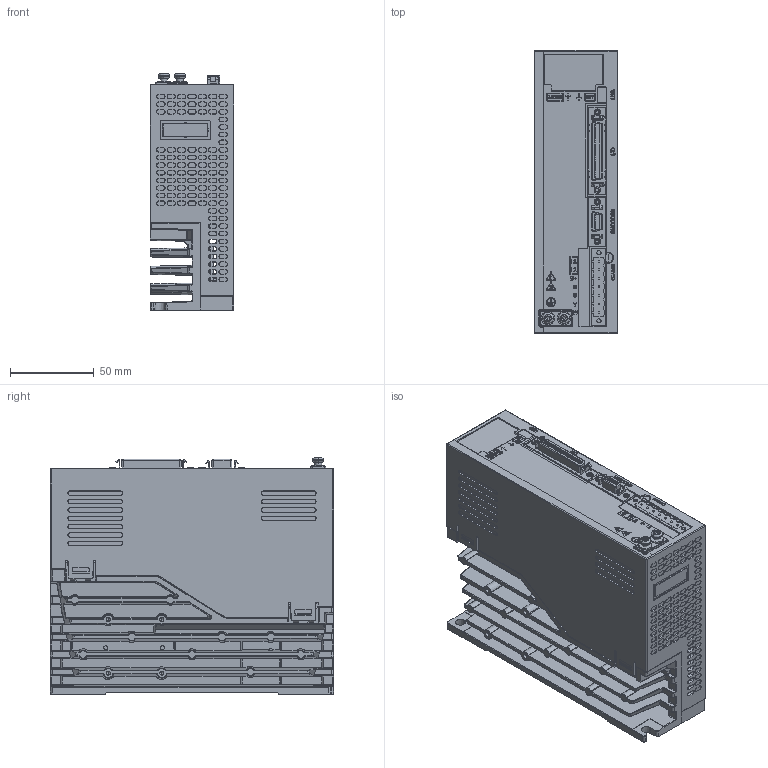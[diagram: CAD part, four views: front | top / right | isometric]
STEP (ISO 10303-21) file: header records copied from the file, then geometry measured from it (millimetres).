
FILE_DESCRIPTION (( 'STEP AP214' ), '1' );
FILE_NAME ('L7C 200V (100W,200W,400W) Delete 2 screw washers for faces 1-17 long Conn other faces 1 ext1 228fcs redonly1B2rob r1ro COMPLETE 3.STEP', '2021-08-04T13:27:11', ( '' ), ( '' ), 'SwSTEP 2.0', 'SolidWorks 2017', '' );
FILE_SCHEMA (( 'AUTOMOTIVE_DESIGN' ));
Length unit declared in the file: inch
Products named in the file (1): L7C 200V (100W,200W,400W) Delete 2 screw washers for faces 1-17 long Conn other faces 1 ext1 228fcs redonly1B2rob r1ro COMPLETE 3
Bounding box: 50 x 169 x 141.1 mm (x, y, z)
Volume: 841428.5 mm3; surface area: 178961.3 mm2
Topology: 4 solids, 7 shells, 4661 faces, 12070 edges, 7726 vertices
Faces by surface type: plane 2309, cylinder 915, bspline 824, cone 611, torus 2
Entity records: 173206 total; most frequent: CARTESIAN_POINT 66410, ORIENTED_EDGE 23994, DIRECTION 19263, EDGE_CURVE 11997, VERTEX_POINT 7726, VECTOR 7131, LINE 7131, AXIS2_PLACEMENT_3D 6066
